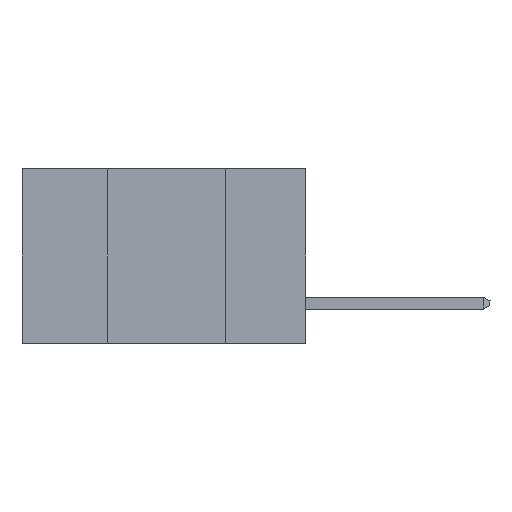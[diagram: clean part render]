
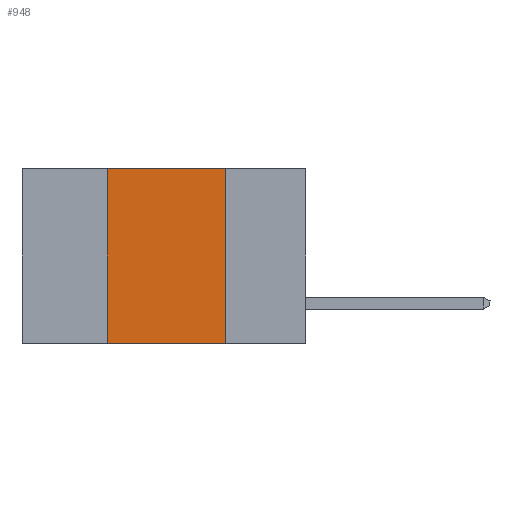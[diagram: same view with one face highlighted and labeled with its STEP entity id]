
A CAD part, left-side view. The second image highlights one B-rep face of the part: STEP entity #948.
In plain terms, the highlighted planar face has unit normal (-1, 0, 0).
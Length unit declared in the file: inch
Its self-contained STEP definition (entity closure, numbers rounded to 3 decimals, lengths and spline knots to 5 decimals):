
#948 = ADVANCED_FACE ( 'NONE', ( #2420 ), #6045, .F. ) ;
#1041 = CARTESIAN_POINT ( 'NONE',  ( 0., 0.17, -0.37 ) ) ;
#1174 = ORIENTED_EDGE ( 'NONE', *, *, #2949, .F. ) ;
#1212 = ORIENTED_EDGE ( 'NONE', *, *, #3233, .F. ) ;
#1532 = VECTOR ( 'NONE', #13294, 39.37008 ) ;
#2420 = FACE_OUTER_BOUND ( 'NONE', #9222, .T. ) ;
#2949 = EDGE_CURVE ( 'NONE', #9912, #9671, #11612, .T. ) ;
#3233 = EDGE_CURVE ( 'NONE', #4990, #12478, #6474, .T. ) ;
#3412 = CARTESIAN_POINT ( 'NONE',  ( 0., 0.6, -0.37 ) ) ;
#4505 = CARTESIAN_POINT ( 'NONE',  ( 0., 0.42, -0.37 ) ) ;
#4805 = CARTESIAN_POINT ( 'NONE',  ( 0., 0.17, 0. ) ) ;
#4990 = VERTEX_POINT ( 'NONE', #4505 ) ;
#5274 = DIRECTION ( 'NONE',  ( 0., -1., 0. ) ) ;
#5350 = LINE ( 'NONE', #14853, #6199 ) ;
#6045 = PLANE ( 'NONE',  #9048 ) ;
#6199 = VECTOR ( 'NONE', #5274, 39.37008 ) ;
#6201 = CARTESIAN_POINT ( 'NONE',  ( 0., 0.6, 0. ) ) ;
#6474 = LINE ( 'NONE', #12446, #1532 ) ;
#6480 = EDGE_CURVE ( 'NONE', #12478, #9912, #5350, .T. ) ;
#7063 = DIRECTION ( 'NONE',  ( 0., 0., -1. ) ) ;
#9048 = AXIS2_PLACEMENT_3D ( 'NONE', #6201, #11860, #7063 ) ;
#9222 = EDGE_LOOP ( 'NONE', ( #1174, #15131, #1212, #10625 ) ) ;
#9671 = VERTEX_POINT ( 'NONE', #1041 ) ;
#9912 = VERTEX_POINT ( 'NONE', #4805 ) ;
#10549 = CARTESIAN_POINT ( 'NONE',  ( 0., 0.42, 0. ) ) ;
#10625 = ORIENTED_EDGE ( 'NONE', *, *, #13432, .T. ) ;
#10667 = DIRECTION ( 'NONE',  ( 0., -1., 0. ) ) ;
#11383 = CARTESIAN_POINT ( 'NONE',  ( 0., 0.17, -0.37 ) ) ;
#11531 = DIRECTION ( 'NONE',  ( 0., 0., -1. ) ) ;
#11612 = LINE ( 'NONE', #11383, #15054 ) ;
#11860 = DIRECTION ( 'NONE',  ( 1., 0., 0. ) ) ;
#12446 = CARTESIAN_POINT ( 'NONE',  ( 0., 0.42, -0.37 ) ) ;
#12478 = VERTEX_POINT ( 'NONE', #10549 ) ;
#13292 = VECTOR ( 'NONE', #10667, 39.37008 ) ;
#13294 = DIRECTION ( 'NONE',  ( 0., 0., 1. ) ) ;
#13432 = EDGE_CURVE ( 'NONE', #4990, #9671, #14002, .T. ) ;
#14002 = LINE ( 'NONE', #3412, #13292 ) ;
#14853 = CARTESIAN_POINT ( 'NONE',  ( 0., 0.6, 0. ) ) ;
#15054 = VECTOR ( 'NONE', #11531, 39.37008 ) ;
#15131 = ORIENTED_EDGE ( 'NONE', *, *, #6480, .F. ) ;
